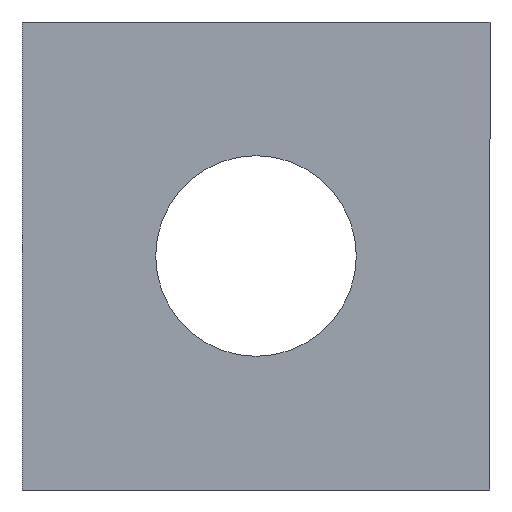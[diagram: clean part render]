
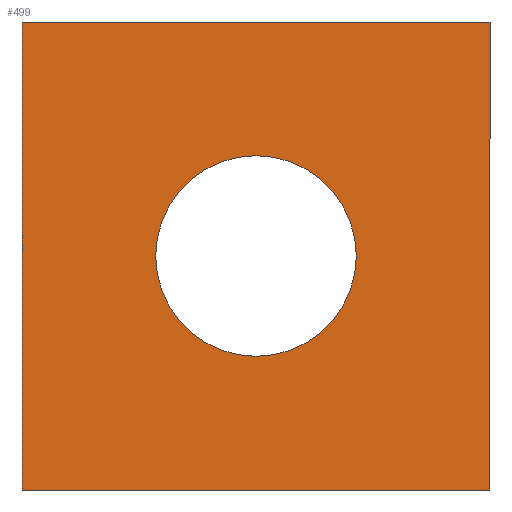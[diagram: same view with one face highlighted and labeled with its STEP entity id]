
A CAD part, front view. The second image highlights one B-rep face of the part: STEP entity #499.
In plain terms, the highlighted planar face has unit normal (0, -1, 0).
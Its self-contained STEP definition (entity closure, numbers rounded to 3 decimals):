
#4 = VERTEX_POINT ( 'NONE', #280 ) ;
#7 = CIRCLE ( 'NONE', #207, 1.5 ) ;
#13 = ORIENTED_EDGE ( 'NONE', *, *, #147, .F. ) ;
#20 = CARTESIAN_POINT ( 'NONE',  ( 0., 0., 0. ) ) ;
#29 = VERTEX_POINT ( 'NONE', #481 ) ;
#36 = VECTOR ( 'NONE', #449, 1000. ) ;
#39 = DIRECTION ( 'NONE',  ( 0., 0., 1. ) ) ;
#46 = ORIENTED_EDGE ( 'NONE', *, *, #65, .F. ) ;
#48 = EDGE_LOOP ( 'NONE', ( #460, #46, #13, #81 ) ) ;
#62 = VERTEX_POINT ( 'NONE', #513 ) ;
#64 = FACE_BOUND ( 'NONE', #282, .T. ) ;
#65 = EDGE_CURVE ( 'NONE', #390, #4, #392, .T. ) ;
#74 = CARTESIAN_POINT ( 'NONE',  ( 0., 0., 1.5 ) ) ;
#76 = CARTESIAN_POINT ( 'NONE',  ( -3.5, 0., 3.5 ) ) ;
#79 = DIRECTION ( 'NONE',  ( 0., 1., 0. ) ) ;
#81 = ORIENTED_EDGE ( 'NONE', *, *, #327, .F. ) ;
#94 = ORIENTED_EDGE ( 'NONE', *, *, #285, .T. ) ;
#101 = CIRCLE ( 'NONE', #529, 1.5 ) ;
#105 = AXIS2_PLACEMENT_3D ( 'NONE', #525, #488, #39 ) ;
#111 = DIRECTION ( 'NONE',  ( 0., 0., 1. ) ) ;
#120 = ORIENTED_EDGE ( 'NONE', *, *, #190, .T. ) ;
#125 = DIRECTION ( 'NONE',  ( 0., 0., 1. ) ) ;
#147 = EDGE_CURVE ( 'NONE', #29, #390, #265, .T. ) ;
#157 = VECTOR ( 'NONE', #528, 1000. ) ;
#171 = FACE_OUTER_BOUND ( 'NONE', #48, .T. ) ;
#175 = CARTESIAN_POINT ( 'NONE',  ( 3.5, 0., -3.5 ) ) ;
#190 = EDGE_CURVE ( 'NONE', #428, #477, #101, .T. ) ;
#207 = AXIS2_PLACEMENT_3D ( 'NONE', #316, #372, #111 ) ;
#208 = PLANE ( 'NONE',  #105 ) ;
#231 = EDGE_CURVE ( 'NONE', #4, #62, #506, .T. ) ;
#265 = LINE ( 'NONE', #375, #157 ) ;
#280 = CARTESIAN_POINT ( 'NONE',  ( -3.5, 0., -3.5 ) ) ;
#282 = EDGE_LOOP ( 'NONE', ( #94, #120 ) ) ;
#285 = EDGE_CURVE ( 'NONE', #477, #428, #7, .T. ) ;
#316 = CARTESIAN_POINT ( 'NONE',  ( 0., 0., 0. ) ) ;
#326 = DIRECTION ( 'NONE',  ( -1., 0., 0. ) ) ;
#327 = EDGE_CURVE ( 'NONE', #62, #29, #386, .T. ) ;
#369 = VECTOR ( 'NONE', #326, 1000. ) ;
#370 = CARTESIAN_POINT ( 'NONE',  ( 0., 0., -1.5 ) ) ;
#372 = DIRECTION ( 'NONE',  ( 0., 1., 0. ) ) ;
#375 = CARTESIAN_POINT ( 'NONE',  ( 3.5, 0., -3.5 ) ) ;
#377 = CARTESIAN_POINT ( 'NONE',  ( -3.5, 0., -3.5 ) ) ;
#386 = LINE ( 'NONE', #76, #36 ) ;
#390 = VERTEX_POINT ( 'NONE', #175 ) ;
#392 = LINE ( 'NONE', #522, #369 ) ;
#405 = VECTOR ( 'NONE', #440, 1000. ) ;
#428 = VERTEX_POINT ( 'NONE', #370 ) ;
#440 = DIRECTION ( 'NONE',  ( 0., 0., 1. ) ) ;
#449 = DIRECTION ( 'NONE',  ( 1., 0., 0. ) ) ;
#460 = ORIENTED_EDGE ( 'NONE', *, *, #231, .F. ) ;
#477 = VERTEX_POINT ( 'NONE', #74 ) ;
#481 = CARTESIAN_POINT ( 'NONE',  ( 3.5, 0., 3.5 ) ) ;
#488 = DIRECTION ( 'NONE',  ( 0., 1., 0. ) ) ;
#499 = ADVANCED_FACE ( 'NONE', ( #64, #171 ), #208, .F. ) ;
#506 = LINE ( 'NONE', #377, #405 ) ;
#513 = CARTESIAN_POINT ( 'NONE',  ( -3.5, 0., 3.5 ) ) ;
#522 = CARTESIAN_POINT ( 'NONE',  ( -3.5, 0., -3.5 ) ) ;
#525 = CARTESIAN_POINT ( 'NONE',  ( 0., 0., 0. ) ) ;
#528 = DIRECTION ( 'NONE',  ( 0., 0., -1. ) ) ;
#529 = AXIS2_PLACEMENT_3D ( 'NONE', #20, #79, #125 ) ;
